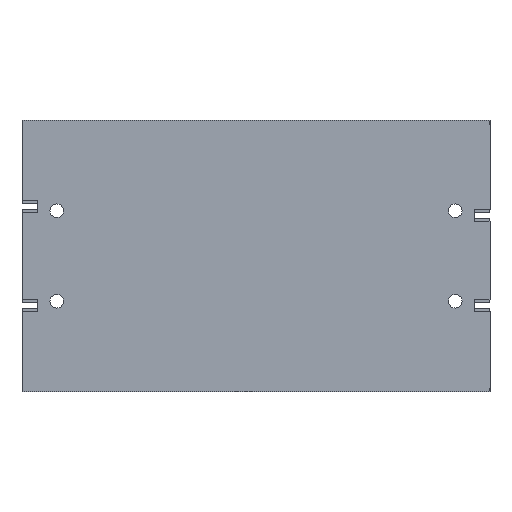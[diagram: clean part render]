
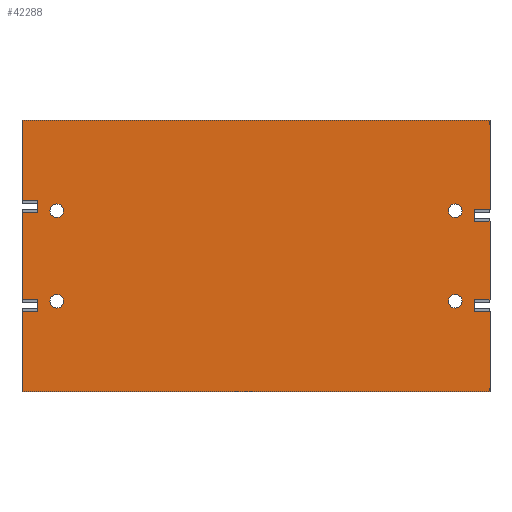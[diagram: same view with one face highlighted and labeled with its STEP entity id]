
A CAD part, left-side view. The second image highlights one B-rep face of the part: STEP entity #42288.
In plain terms, the highlighted planar face has unit normal (-1, 0, 0).
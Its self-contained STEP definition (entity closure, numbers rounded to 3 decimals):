
#40192=DIRECTION('',(0.,1.,0.));
#40193=VECTOR('',#40192,155.);
#40194=CARTESIAN_POINT('',(0.,0.,90.));
#40195=LINE('',#40194,#40193);
#40452=DIRECTION('',(0.,0.,-1.));
#40453=VECTOR('',#40452,26.5);
#40454=CARTESIAN_POINT('',(0.,155.,90.));
#40455=LINE('',#40454,#40453);
#40529=DIRECTION('',(0.,-1.,0.));
#40530=VECTOR('',#40529,5.);
#40531=CARTESIAN_POINT('',(0.,5.,56.49));
#40532=LINE('',#40531,#40530);
#40536=DIRECTION('',(0.,-1.,0.));
#40537=VECTOR('',#40536,5.);
#40538=CARTESIAN_POINT('',(0.,5.,26.49));
#40539=LINE('',#40538,#40537);
#40543=DIRECTION('',(0.,0.,1.));
#40544=VECTOR('',#40543,4.);
#40545=CARTESIAN_POINT('',(0.,150.,26.5));
#40546=LINE('',#40545,#40544);
#40550=DIRECTION('',(0.,1.,0.));
#40551=VECTOR('',#40550,5.);
#40552=CARTESIAN_POINT('',(0.,150.,30.5));
#40553=LINE('',#40552,#40551);
#40557=DIRECTION('',(0.,0.,1.));
#40558=VECTOR('',#40557,4.);
#40559=CARTESIAN_POINT('',(0.,150.,59.5));
#40560=LINE('',#40559,#40558);
#40564=DIRECTION('',(0.,1.,0.));
#40565=VECTOR('',#40564,5.);
#40566=CARTESIAN_POINT('',(0.,150.,63.5));
#40567=LINE('',#40566,#40565);
#40571=CARTESIAN_POINT('',(0.,11.5,60.));
#40572=DIRECTION('',(-1.,0.,0.));
#40573=DIRECTION('',(0.,-1.,0.));
#40574=AXIS2_PLACEMENT_3D('',#40571,#40572,#40573);
#40579=CARTESIAN_POINT('',(0.,11.5,60.));
#40580=DIRECTION('',(-1.,0.,0.));
#40581=DIRECTION('',(0.,1.,0.));
#40582=AXIS2_PLACEMENT_3D('',#40579,#40580,#40581);
#40587=CARTESIAN_POINT('',(0.,143.5,60.));
#40588=DIRECTION('',(-1.,0.,0.));
#40589=DIRECTION('',(0.,-1.,0.));
#40590=AXIS2_PLACEMENT_3D('',#40587,#40588,#40589);
#40595=CARTESIAN_POINT('',(0.,143.5,60.));
#40596=DIRECTION('',(-1.,0.,0.));
#40597=DIRECTION('',(0.,1.,0.));
#40598=AXIS2_PLACEMENT_3D('',#40595,#40596,#40597);
#40603=CARTESIAN_POINT('',(0.,143.5,30.));
#40604=DIRECTION('',(-1.,0.,0.));
#40605=DIRECTION('',(0.,-1.,0.));
#40606=AXIS2_PLACEMENT_3D('',#40603,#40604,#40605);
#40611=CARTESIAN_POINT('',(0.,143.5,30.));
#40612=DIRECTION('',(-1.,0.,0.));
#40613=DIRECTION('',(0.,1.,0.));
#40614=AXIS2_PLACEMENT_3D('',#40611,#40612,#40613);
#40619=CARTESIAN_POINT('',(0.,11.5,30.));
#40620=DIRECTION('',(-1.,0.,0.));
#40621=DIRECTION('',(0.,-1.,0.));
#40622=AXIS2_PLACEMENT_3D('',#40619,#40620,#40621);
#40627=CARTESIAN_POINT('',(0.,11.5,30.));
#40628=DIRECTION('',(-1.,0.,0.));
#40629=DIRECTION('',(0.,1.,0.));
#40630=AXIS2_PLACEMENT_3D('',#40627,#40628,#40629);
#40677=DIRECTION('',(0.,0.,1.));
#40678=VECTOR('',#40677,29.49);
#40679=CARTESIAN_POINT('',(0.,0.,60.51));
#40680=LINE('',#40679,#40678);
#40782=DIRECTION('',(0.,0.,1.));
#40783=VECTOR('',#40782,4.02);
#40784=CARTESIAN_POINT('',(0.,5.,56.49));
#40785=LINE('',#40784,#40783);
#40852=DIRECTION('',(0.,0.,1.));
#40853=VECTOR('',#40852,25.98);
#40854=CARTESIAN_POINT('',(0.,0.,30.51));
#40855=LINE('',#40854,#40853);
#40964=DIRECTION('',(0.,0.,1.));
#40965=VECTOR('',#40964,4.02);
#40966=CARTESIAN_POINT('',(0.,5.,26.49));
#40967=LINE('',#40966,#40965);
#41006=DIRECTION('',(0.,0.,1.));
#41007=VECTOR('',#41006,26.49);
#41008=CARTESIAN_POINT('',(0.,0.,0.));
#41009=LINE('',#41008,#41007);
#41090=DIRECTION('',(0.,-1.,0.));
#41091=VECTOR('',#41090,155.);
#41092=CARTESIAN_POINT('',(0.,155.,0.));
#41093=LINE('',#41092,#41091);
#41146=DIRECTION('',(0.,0.,-1.));
#41147=VECTOR('',#41146,26.5);
#41148=CARTESIAN_POINT('',(0.,155.,26.5));
#41149=LINE('',#41148,#41147);
#41307=DIRECTION('',(0.,0.,-1.));
#41308=VECTOR('',#41307,29.);
#41309=CARTESIAN_POINT('',(0.,155.,59.5));
#41310=LINE('',#41309,#41308);
#41398=DIRECTION('',(0.,1.,0.));
#41399=VECTOR('',#41398,5.);
#41400=CARTESIAN_POINT('',(0.,150.,59.5));
#41401=LINE('',#41400,#41399);
#41440=DIRECTION('',(0.,1.,0.));
#41441=VECTOR('',#41440,5.);
#41442=CARTESIAN_POINT('',(0.,150.,26.5));
#41443=LINE('',#41442,#41441);
#41489=DIRECTION('',(0.,-1.,0.));
#41490=VECTOR('',#41489,5.);
#41491=CARTESIAN_POINT('',(0.,5.,30.51));
#41492=LINE('',#41491,#41490);
#41538=DIRECTION('',(0.,-1.,0.));
#41539=VECTOR('',#41538,5.);
#41540=CARTESIAN_POINT('',(0.,5.,60.51));
#41541=LINE('',#41540,#41539);
#41640=CARTESIAN_POINT('',(0.,0.,90.));
#41641=VERTEX_POINT('',#41640);
#41642=CARTESIAN_POINT('',(0.,155.,90.));
#41643=VERTEX_POINT('',#41642);
#41744=CARTESIAN_POINT('',(0.,13.75,30.));
#41745=VERTEX_POINT('',#41744);
#41746=CARTESIAN_POINT('',(0.,9.25,30.));
#41747=VERTEX_POINT('',#41746);
#41748=CARTESIAN_POINT('',(0.,0.,60.51));
#41749=VERTEX_POINT('',#41748);
#41750=CARTESIAN_POINT('',(0.,5.,60.51));
#41751=VERTEX_POINT('',#41750);
#41752=CARTESIAN_POINT('',(0.,5.,56.49));
#41753=VERTEX_POINT('',#41752);
#41754=CARTESIAN_POINT('',(0.,0.,56.49));
#41755=VERTEX_POINT('',#41754);
#41756=CARTESIAN_POINT('',(0.,0.,30.51));
#41757=VERTEX_POINT('',#41756);
#41758=CARTESIAN_POINT('',(0.,5.,30.51));
#41759=VERTEX_POINT('',#41758);
#41760=CARTESIAN_POINT('',(0.,5.,26.49));
#41761=VERTEX_POINT('',#41760);
#41762=CARTESIAN_POINT('',(0.,0.,26.49));
#41763=VERTEX_POINT('',#41762);
#41764=CARTESIAN_POINT('',(0.,0.,0.));
#41765=VERTEX_POINT('',#41764);
#41766=CARTESIAN_POINT('',(0.,155.,0.));
#41767=VERTEX_POINT('',#41766);
#41768=CARTESIAN_POINT('',(0.,155.,26.5));
#41769=VERTEX_POINT('',#41768);
#41770=CARTESIAN_POINT('',(0.,150.,26.5));
#41771=VERTEX_POINT('',#41770);
#41772=CARTESIAN_POINT('',(0.,150.,30.5));
#41773=VERTEX_POINT('',#41772);
#41774=CARTESIAN_POINT('',(0.,155.,30.5));
#41775=VERTEX_POINT('',#41774);
#41776=CARTESIAN_POINT('',(0.,155.,59.5));
#41777=VERTEX_POINT('',#41776);
#41778=CARTESIAN_POINT('',(0.,150.,59.5));
#41779=VERTEX_POINT('',#41778);
#41780=CARTESIAN_POINT('',(0.,150.,63.5));
#41781=VERTEX_POINT('',#41780);
#41782=CARTESIAN_POINT('',(0.,155.,63.5));
#41783=VERTEX_POINT('',#41782);
#41784=CARTESIAN_POINT('',(0.,9.25,60.));
#41785=CARTESIAN_POINT('',(0.,13.75,60.));
#41786=VERTEX_POINT('',#41784);
#41787=VERTEX_POINT('',#41785);
#41788=CARTESIAN_POINT('',(0.,141.25,60.));
#41789=CARTESIAN_POINT('',(0.,145.75,60.));
#41790=VERTEX_POINT('',#41788);
#41791=VERTEX_POINT('',#41789);
#41792=CARTESIAN_POINT('',(0.,141.25,30.));
#41793=CARTESIAN_POINT('',(0.,145.75,30.));
#41794=VERTEX_POINT('',#41792);
#41795=VERTEX_POINT('',#41793);
#42220=CARTESIAN_POINT('',(0.,0.,0.));
#42221=DIRECTION('',(1.,0.,0.));
#42222=DIRECTION('',(0.,1.,0.));
#42223=AXIS2_PLACEMENT_3D('',#42220,#42221,#42222);
#42224=PLANE('',#42223);
#42225=ORIENTED_EDGE('',*,*,#41917,.F.);
#42227=ORIENTED_EDGE('',*,*,#42226,.F.);
#42229=ORIENTED_EDGE('',*,*,#42228,.F.);
#42231=ORIENTED_EDGE('',*,*,#42230,.F.);
#42233=ORIENTED_EDGE('',*,*,#42232,.T.);
#42235=ORIENTED_EDGE('',*,*,#42234,.F.);
#42237=ORIENTED_EDGE('',*,*,#42236,.F.);
#42239=ORIENTED_EDGE('',*,*,#42238,.F.);
#42241=ORIENTED_EDGE('',*,*,#42240,.T.);
#42243=ORIENTED_EDGE('',*,*,#42242,.F.);
#42245=ORIENTED_EDGE('',*,*,#42244,.F.);
#42247=ORIENTED_EDGE('',*,*,#42246,.F.);
#42249=ORIENTED_EDGE('',*,*,#42248,.F.);
#42251=ORIENTED_EDGE('',*,*,#42250,.T.);
#42253=ORIENTED_EDGE('',*,*,#42252,.T.);
#42255=ORIENTED_EDGE('',*,*,#42254,.F.);
#42257=ORIENTED_EDGE('',*,*,#42256,.F.);
#42258=ORIENTED_EDGE('',*,*,#42069,.T.);
#42260=ORIENTED_EDGE('',*,*,#42259,.T.);
#42261=ORIENTED_EDGE('',*,*,#42122,.F.);
#42262=EDGE_LOOP('',(#42225,#42227,#42229,#42231,#42233,#42235,#42237,#42239,
#42241,#42243,#42245,#42247,#42249,#42251,#42253,#42255,#42257,#42258,#42260,
#42261));
#42263=FACE_OUTER_BOUND('',#42262,.F.);
#42265=ORIENTED_EDGE('',*,*,#42264,.T.);
#42267=ORIENTED_EDGE('',*,*,#42266,.T.);
#42268=EDGE_LOOP('',(#42265,#42267));
#42269=FACE_BOUND('',#42268,.F.);
#42271=ORIENTED_EDGE('',*,*,#42270,.T.);
#42273=ORIENTED_EDGE('',*,*,#42272,.T.);
#42274=EDGE_LOOP('',(#42271,#42273));
#42275=FACE_BOUND('',#42274,.F.);
#42277=ORIENTED_EDGE('',*,*,#42276,.T.);
#42279=ORIENTED_EDGE('',*,*,#42278,.T.);
#42280=EDGE_LOOP('',(#42277,#42279));
#42281=FACE_BOUND('',#42280,.F.);
#42283=ORIENTED_EDGE('',*,*,#42282,.T.);
#42285=ORIENTED_EDGE('',*,*,#42284,.T.);
#42286=EDGE_LOOP('',(#42283,#42285));
#42287=FACE_BOUND('',#42286,.F.);
#40575=CIRCLE('',#40574,2.25);
#40583=CIRCLE('',#40582,2.25);
#40591=CIRCLE('',#40590,2.25);
#40599=CIRCLE('',#40598,2.25);
#40607=CIRCLE('',#40606,2.25);
#40615=CIRCLE('',#40614,2.25);
#40623=CIRCLE('',#40622,2.25);
#40631=CIRCLE('',#40630,2.25);
#41917=EDGE_CURVE('',#41641,#41643,#40195,.T.);
#42069=EDGE_CURVE('',#41779,#41781,#40560,.T.);
#42122=EDGE_CURVE('',#41643,#41783,#40455,.T.);
#42226=EDGE_CURVE('',#41749,#41641,#40680,.T.);
#42228=EDGE_CURVE('',#41751,#41749,#41541,.T.);
#42230=EDGE_CURVE('',#41753,#41751,#40785,.T.);
#42232=EDGE_CURVE('',#41753,#41755,#40532,.T.);
#42234=EDGE_CURVE('',#41757,#41755,#40855,.T.);
#42236=EDGE_CURVE('',#41759,#41757,#41492,.T.);
#42238=EDGE_CURVE('',#41761,#41759,#40967,.T.);
#42240=EDGE_CURVE('',#41761,#41763,#40539,.T.);
#42242=EDGE_CURVE('',#41765,#41763,#41009,.T.);
#42244=EDGE_CURVE('',#41767,#41765,#41093,.T.);
#42246=EDGE_CURVE('',#41769,#41767,#41149,.T.);
#42248=EDGE_CURVE('',#41771,#41769,#41443,.T.);
#42250=EDGE_CURVE('',#41771,#41773,#40546,.T.);
#42252=EDGE_CURVE('',#41773,#41775,#40553,.T.);
#42254=EDGE_CURVE('',#41777,#41775,#41310,.T.);
#42256=EDGE_CURVE('',#41779,#41777,#41401,.T.);
#42259=EDGE_CURVE('',#41781,#41783,#40567,.T.);
#42264=EDGE_CURVE('',#41786,#41787,#40575,.T.);
#42266=EDGE_CURVE('',#41787,#41786,#40583,.T.);
#42270=EDGE_CURVE('',#41790,#41791,#40591,.T.);
#42272=EDGE_CURVE('',#41791,#41790,#40599,.T.);
#42276=EDGE_CURVE('',#41794,#41795,#40607,.T.);
#42278=EDGE_CURVE('',#41795,#41794,#40615,.T.);
#42282=EDGE_CURVE('',#41747,#41745,#40623,.T.);
#42284=EDGE_CURVE('',#41745,#41747,#40631,.T.);
#42288=ADVANCED_FACE('',(#42263,#42269,#42275,#42281,#42287),#42224,.F.);
